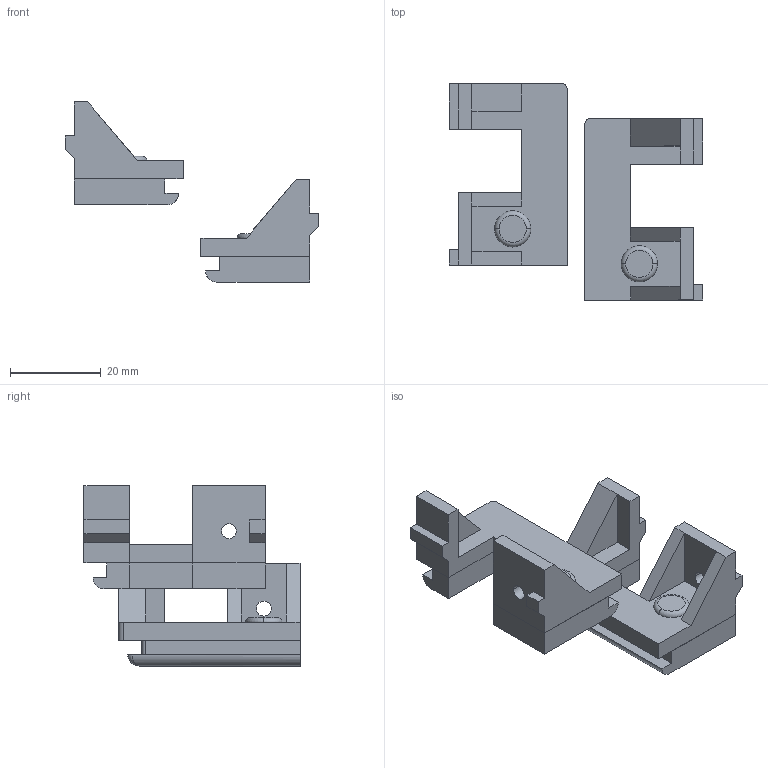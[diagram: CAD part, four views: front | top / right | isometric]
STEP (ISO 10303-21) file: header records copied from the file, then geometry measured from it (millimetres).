
FILE_DESCRIPTION (( 'STEP AP203' ), '1' );
FILE_NAME ('Z Belt Cover Assemblies.STEP', '2025-07-19T15:56:52', ( '' ), ( '' ), 'SwSTEP 2.0', 'SolidWorks 2025', '' );
FILE_SCHEMA (( 'CONFIG_CONTROL_DESIGN' ));
Length unit declared in the file: millimetre
Products named in the file (6): Z Belt Cover B Bottom; Z Belt Cover Assemblies; Z Belt Cover A Top; Z Belt Cover B Assembly; Z Belt Cover A Bottom; Z Belt Cover B Top
Assembly tree (5 placements, depth 3):
  Z Belt Cover Assemblies
    Z Belt Cover A Bottom
    Z Belt Cover A Top
    Z Belt Cover B Assembly
      Z Belt Cover B Bottom
      Z Belt Cover B Top
Bounding box: 55.95 x 47.69 x 39.76 mm (x, y, z)
Volume: 16238 mm3; surface area: 11560.2 mm2
Topology: 6 solids, 6 shells, 168 faces, 404 edges, 262 vertices
Faces by surface type: plane 122, cylinder 32, torus 12, bspline 2
Entity records: 5546 total; most frequent: CARTESIAN_POINT 935, DIRECTION 838, ORIENTED_EDGE 804, EDGE_CURVE 402, VECTOR 308, LINE 308, AXIS2_PLACEMENT_3D 265, VERTEX_POINT 262
